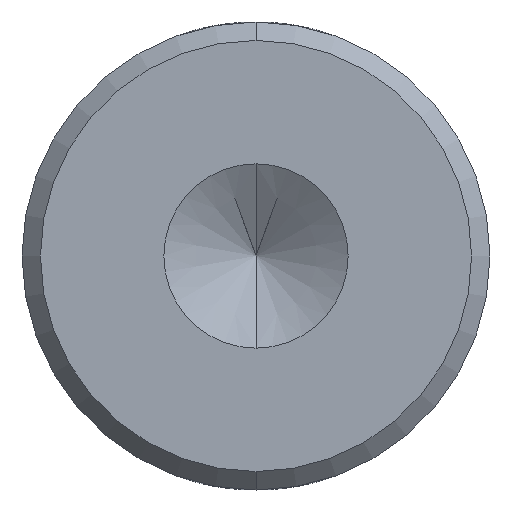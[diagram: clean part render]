
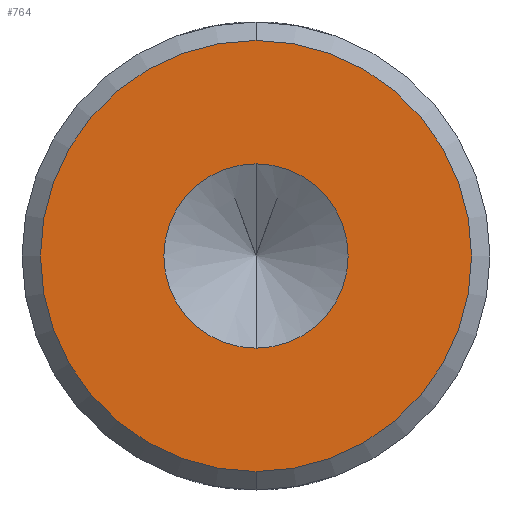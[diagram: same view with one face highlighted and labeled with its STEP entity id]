
A CAD part, front view. The second image highlights one B-rep face of the part: STEP entity #764.
In plain terms, the highlighted planar face has unit normal (0, -1, 0).
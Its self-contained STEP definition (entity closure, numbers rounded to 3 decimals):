
#4 = DIRECTION ( 'NONE',  ( 0., 1., 0. ) ) ;
#31 = AXIS2_PLACEMENT_3D ( 'NONE', #52, #374, #196 ) ;
#52 = CARTESIAN_POINT ( 'NONE',  ( 0., 0., 0. ) ) ;
#54 = CIRCLE ( 'NONE', #762, 2.5 ) ;
#112 = DIRECTION ( 'NONE',  ( 0., 0., 1. ) ) ;
#116 = DIRECTION ( 'NONE',  ( 0., -1., 0. ) ) ;
#158 = DIRECTION ( 'NONE',  ( 0., -1., 0. ) ) ;
#178 = AXIS2_PLACEMENT_3D ( 'NONE', #738, #486, #112 ) ;
#180 = AXIS2_PLACEMENT_3D ( 'NONE', #745, #116, #685 ) ;
#184 = EDGE_CURVE ( 'NONE', #698, #522, #746, .T. ) ;
#193 = CARTESIAN_POINT ( 'NONE',  ( 0., 0., 0. ) ) ;
#196 = DIRECTION ( 'NONE',  ( 0., 0., 1. ) ) ;
#202 = EDGE_CURVE ( 'NONE', #522, #698, #337, .T. ) ;
#214 = EDGE_LOOP ( 'NONE', ( #703, #640 ) ) ;
#243 = CARTESIAN_POINT ( 'NONE',  ( 0., 0., 2.5 ) ) ;
#265 = EDGE_CURVE ( 'NONE', #726, #332, #601, .T. ) ;
#305 = AXIS2_PLACEMENT_3D ( 'NONE', #193, #4, #434 ) ;
#329 = FACE_BOUND ( 'NONE', #214, .T. ) ;
#332 = VERTEX_POINT ( 'NONE', #712 ) ;
#337 = CIRCLE ( 'NONE', #31, 5.85 ) ;
#369 = ORIENTED_EDGE ( 'NONE', *, *, #184, .F. ) ;
#374 = DIRECTION ( 'NONE',  ( 0., 1., 0. ) ) ;
#405 = EDGE_LOOP ( 'NONE', ( #505, #369 ) ) ;
#427 = PLANE ( 'NONE',  #178 ) ;
#434 = DIRECTION ( 'NONE',  ( 0., 0., 1. ) ) ;
#468 = CARTESIAN_POINT ( 'NONE',  ( 0., 0., 5.85 ) ) ;
#484 = FACE_OUTER_BOUND ( 'NONE', #405, .T. ) ;
#486 = DIRECTION ( 'NONE',  ( 0., 1., 0. ) ) ;
#505 = ORIENTED_EDGE ( 'NONE', *, *, #202, .F. ) ;
#522 = VERTEX_POINT ( 'NONE', #468 ) ;
#524 = CARTESIAN_POINT ( 'NONE',  ( 0., 0., 0. ) ) ;
#587 = DIRECTION ( 'NONE',  ( 0., 0., -1. ) ) ;
#590 = EDGE_CURVE ( 'NONE', #332, #726, #54, .T. ) ;
#601 = CIRCLE ( 'NONE', #180, 2.5 ) ;
#640 = ORIENTED_EDGE ( 'NONE', *, *, #265, .F. ) ;
#685 = DIRECTION ( 'NONE',  ( 0., 0., -1. ) ) ;
#698 = VERTEX_POINT ( 'NONE', #797 ) ;
#703 = ORIENTED_EDGE ( 'NONE', *, *, #590, .F. ) ;
#712 = CARTESIAN_POINT ( 'NONE',  ( 0., 0., -2.5 ) ) ;
#726 = VERTEX_POINT ( 'NONE', #243 ) ;
#738 = CARTESIAN_POINT ( 'NONE',  ( 0., 0., 0. ) ) ;
#745 = CARTESIAN_POINT ( 'NONE',  ( 0., 0., 0. ) ) ;
#746 = CIRCLE ( 'NONE', #305, 5.85 ) ;
#762 = AXIS2_PLACEMENT_3D ( 'NONE', #524, #158, #587 ) ;
#764 = ADVANCED_FACE ( 'NONE', ( #329, #484 ), #427, .F. ) ;
#797 = CARTESIAN_POINT ( 'NONE',  ( 0., 0., -5.85 ) ) ;
